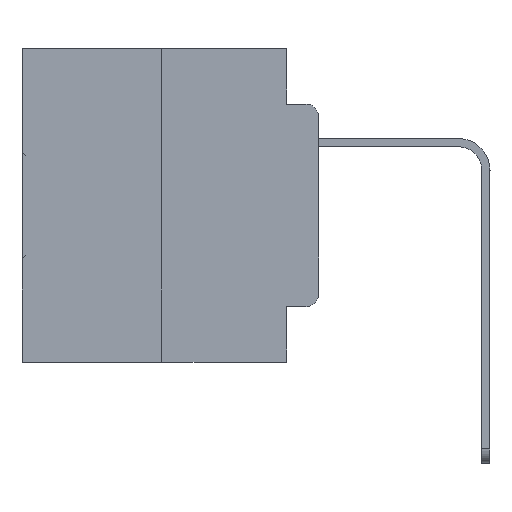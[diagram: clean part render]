
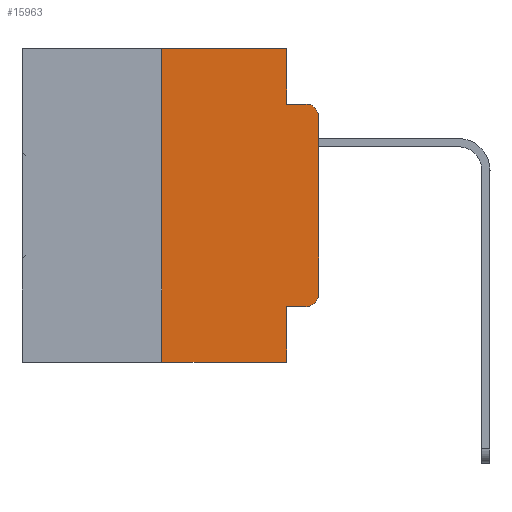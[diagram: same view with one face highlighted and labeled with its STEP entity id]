
A CAD part, left-side view. The second image highlights one B-rep face of the part: STEP entity #15963.
In plain terms, the highlighted planar face has unit normal (-1, 0, 0).
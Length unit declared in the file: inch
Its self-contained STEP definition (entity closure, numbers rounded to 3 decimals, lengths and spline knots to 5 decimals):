
#100 = DIRECTION ( 'NONE',  ( 0., 0., 1. ) ) ;
#326 = CARTESIAN_POINT ( 'NONE',  ( 0., 0., -0.1085 ) ) ;
#743 = DIRECTION ( 'NONE',  ( 0., 0., -1. ) ) ;
#1047 = AXIS2_PLACEMENT_3D ( 'NONE', #13686, #2224, #4562 ) ;
#1587 = EDGE_CURVE ( 'NONE', #8077, #29021, #20403, .T. ) ;
#1743 = ORIENTED_EDGE ( 'NONE', *, *, #25333, .F. ) ;
#2224 = DIRECTION ( 'NONE',  ( -1., 0., 0. ) ) ;
#2466 = DIRECTION ( 'NONE',  ( 0., -1., 0. ) ) ;
#3044 = DIRECTION ( 'NONE',  ( 0., 0., -1. ) ) ;
#3649 = VECTOR ( 'NONE', #18274, 39.37008 ) ;
#4109 = CARTESIAN_POINT ( 'NONE',  ( 0., 0.25, -0.5 ) ) ;
#4562 = DIRECTION ( 'NONE',  ( 0., 0., -1. ) ) ;
#5657 = LINE ( 'NONE', #29497, #12618 ) ;
#6637 = ORIENTED_EDGE ( 'NONE', *, *, #30187, .F. ) ;
#7262 = DIRECTION ( 'NONE',  ( 0., 0., -1. ) ) ;
#7647 = CARTESIAN_POINT ( 'NONE',  ( 0., 0.051, 0. ) ) ;
#7754 = CARTESIAN_POINT ( 'NONE',  ( 0., 0.02, -0.0885 ) ) ;
#7937 = CARTESIAN_POINT ( 'NONE',  ( 0., 0., -0.3915 ) ) ;
#8077 = VERTEX_POINT ( 'NONE', #12269 ) ;
#8099 = VERTEX_POINT ( 'NONE', #14925 ) ;
#8180 = DIRECTION ( 'NONE',  ( 0., -1., 0. ) ) ;
#8312 = CARTESIAN_POINT ( 'NONE',  ( 0., 0., 0. ) ) ;
#8417 = EDGE_CURVE ( 'NONE', #23205, #9169, #23047, .T. ) ;
#9169 = VERTEX_POINT ( 'NONE', #12009 ) ;
#9727 = PLANE ( 'NONE',  #19080 ) ;
#9943 = DIRECTION ( 'NONE',  ( 1., 0., 0. ) ) ;
#10428 = LINE ( 'NONE', #7647, #30117 ) ;
#10657 = CARTESIAN_POINT ( 'NONE',  ( 0., 0.473, 0. ) ) ;
#11152 = DIRECTION ( 'NONE',  ( 0., 0., -1. ) ) ;
#11321 = VERTEX_POINT ( 'NONE', #7937 ) ;
#11949 = CARTESIAN_POINT ( 'NONE',  ( 0., 0.25, 0. ) ) ;
#12009 = CARTESIAN_POINT ( 'NONE',  ( 0., 0.051, -0.5 ) ) ;
#12269 = CARTESIAN_POINT ( 'NONE',  ( 0., 0.051, -0.0885 ) ) ;
#12618 = VECTOR ( 'NONE', #11152, 39.37008 ) ;
#13406 = LINE ( 'NONE', #10657, #21789 ) ;
#13686 = CARTESIAN_POINT ( 'NONE',  ( 0., 0.02, -0.1085 ) ) ;
#13901 = AXIS2_PLACEMENT_3D ( 'NONE', #14762, #21773, #743 ) ;
#13941 = EDGE_LOOP ( 'NONE', ( #21120, #24813, #21691, #6637, #28974, #1743, #18008, #22278, #26169, #27029 ) ) ;
#14102 = EDGE_CURVE ( 'NONE', #11321, #24801, #16883, .T. ) ;
#14239 = DIRECTION ( 'NONE',  ( 0., -1., 0. ) ) ;
#14762 = CARTESIAN_POINT ( 'NONE',  ( 0., 0.02, -0.3915 ) ) ;
#14925 = CARTESIAN_POINT ( 'NONE',  ( 0., 0.25, 0. ) ) ;
#15076 = LINE ( 'NONE', #19132, #24948 ) ;
#15943 = EDGE_CURVE ( 'NONE', #26911, #29844, #15076, .T. ) ;
#15963 = ADVANCED_FACE ( 'NONE', ( #22728 ), #9727, .F. ) ;
#16883 = LINE ( 'NONE', #8312, #25685 ) ;
#18008 = ORIENTED_EDGE ( 'NONE', *, *, #8417, .T. ) ;
#18247 = CARTESIAN_POINT ( 'NONE',  ( 0., 0.02, -0.4115 ) ) ;
#18274 = DIRECTION ( 'NONE',  ( 0., -1., 0. ) ) ;
#19026 = CARTESIAN_POINT ( 'NONE',  ( 0., 0.051, -0.0885 ) ) ;
#19080 = AXIS2_PLACEMENT_3D ( 'NONE', #28388, #9943, #7262 ) ;
#19132 = CARTESIAN_POINT ( 'NONE',  ( 0., 0.051, -0.4115 ) ) ;
#19944 = CIRCLE ( 'NONE', #1047, 0.02 ) ;
#20321 = CARTESIAN_POINT ( 'NONE',  ( 0., 0.051, -0.4115 ) ) ;
#20403 = LINE ( 'NONE', #19026, #23658 ) ;
#20681 = EDGE_CURVE ( 'NONE', #29844, #11321, #27582, .T. ) ;
#21090 = CARTESIAN_POINT ( 'NONE',  ( 0., 0.051, 0. ) ) ;
#21120 = ORIENTED_EDGE ( 'NONE', *, *, #14102, .T. ) ;
#21691 = ORIENTED_EDGE ( 'NONE', *, *, #1587, .F. ) ;
#21773 = DIRECTION ( 'NONE',  ( -1., 0., 0. ) ) ;
#21789 = VECTOR ( 'NONE', #8180, 39.37008 ) ;
#22212 = LINE ( 'NONE', #11949, #23338 ) ;
#22278 = ORIENTED_EDGE ( 'NONE', *, *, #29030, .F. ) ;
#22728 = FACE_OUTER_BOUND ( 'NONE', #13941, .T. ) ;
#23047 = LINE ( 'NONE', #29863, #3649 ) ;
#23205 = VERTEX_POINT ( 'NONE', #4109 ) ;
#23338 = VECTOR ( 'NONE', #100, 39.37008 ) ;
#23658 = VECTOR ( 'NONE', #2466, 39.37008 ) ;
#24801 = VERTEX_POINT ( 'NONE', #326 ) ;
#24813 = ORIENTED_EDGE ( 'NONE', *, *, #29407, .T. ) ;
#24948 = VECTOR ( 'NONE', #14239, 39.37008 ) ;
#25333 = EDGE_CURVE ( 'NONE', #23205, #8099, #22212, .T. ) ;
#25685 = VECTOR ( 'NONE', #28944, 39.37008 ) ;
#25966 = VERTEX_POINT ( 'NONE', #21090 ) ;
#26169 = ORIENTED_EDGE ( 'NONE', *, *, #15943, .T. ) ;
#26911 = VERTEX_POINT ( 'NONE', #20321 ) ;
#27029 = ORIENTED_EDGE ( 'NONE', *, *, #20681, .T. ) ;
#27582 = CIRCLE ( 'NONE', #13901, 0.02 ) ;
#28388 = CARTESIAN_POINT ( 'NONE',  ( 0., 0.473, 0. ) ) ;
#28496 = EDGE_CURVE ( 'NONE', #8099, #25966, #13406, .T. ) ;
#28944 = DIRECTION ( 'NONE',  ( 0., 0., 1. ) ) ;
#28974 = ORIENTED_EDGE ( 'NONE', *, *, #28496, .F. ) ;
#29021 = VERTEX_POINT ( 'NONE', #7754 ) ;
#29030 = EDGE_CURVE ( 'NONE', #26911, #9169, #10428, .T. ) ;
#29407 = EDGE_CURVE ( 'NONE', #24801, #29021, #19944, .T. ) ;
#29497 = CARTESIAN_POINT ( 'NONE',  ( 0., 0.051, 0. ) ) ;
#29844 = VERTEX_POINT ( 'NONE', #18247 ) ;
#29863 = CARTESIAN_POINT ( 'NONE',  ( 0., 0.473, -0.5 ) ) ;
#30117 = VECTOR ( 'NONE', #3044, 39.37008 ) ;
#30187 = EDGE_CURVE ( 'NONE', #25966, #8077, #5657, .T. ) ;
